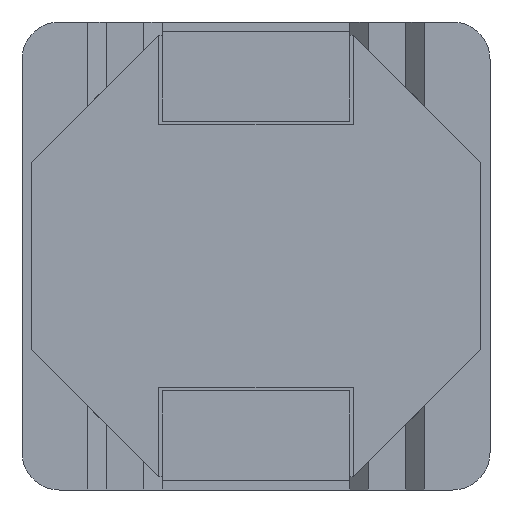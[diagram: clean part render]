
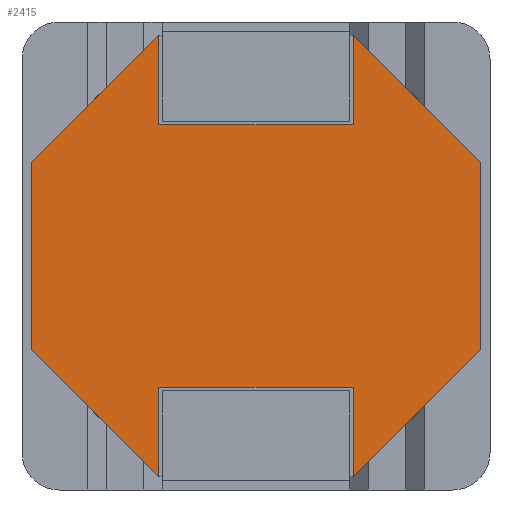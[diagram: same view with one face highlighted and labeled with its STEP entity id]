
A CAD part, front view. The second image highlights one B-rep face of the part: STEP entity #2415.
In plain terms, the highlighted planar face has unit normal (0, -1, 0).
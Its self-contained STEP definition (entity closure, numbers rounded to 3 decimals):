
#53 = CARTESIAN_POINT ( 'NONE',  ( 6., 0., 0. ) ) ;
#142 = CARTESIAN_POINT ( 'NONE',  ( -6., 0., -2.5 ) ) ;
#173 = EDGE_CURVE ( 'NONE', #2525, #2911, #306, .T. ) ;
#209 = EDGE_CURVE ( 'NONE', #1796, #546, #3718, .T. ) ;
#231 = ORIENTED_EDGE ( 'NONE', *, *, #1137, .F. ) ;
#262 = EDGE_CURVE ( 'NONE', #2834, #1954, #3746, .T. ) ;
#272 = CARTESIAN_POINT ( 'NONE',  ( -6., 0., 0. ) ) ;
#289 = ORIENTED_EDGE ( 'NONE', *, *, #3022, .F. ) ;
#301 = EDGE_CURVE ( 'NONE', #3553, #2525, #537, .T. ) ;
#306 = LINE ( 'NONE', #2148, #3389 ) ;
#419 = ORIENTED_EDGE ( 'NONE', *, *, #209, .F. ) ;
#537 = LINE ( 'NONE', #3707, #1625 ) ;
#546 = VERTEX_POINT ( 'NONE', #2753 ) ;
#579 = LINE ( 'NONE', #596, #2069 ) ;
#596 = CARTESIAN_POINT ( 'NONE',  ( -6., 0., 2.5 ) ) ;
#608 = CARTESIAN_POINT ( 'NONE',  ( -2.6, 0., -5.9 ) ) ;
#618 = DIRECTION ( 'NONE',  ( 0.707, 0., 0.707 ) ) ;
#626 = VERTEX_POINT ( 'NONE', #2589 ) ;
#630 = VECTOR ( 'NONE', #1288, 1000. ) ;
#651 = EDGE_CURVE ( 'NONE', #626, #3553, #3179, .T. ) ;
#671 = VERTEX_POINT ( 'NONE', #3900 ) ;
#719 = CARTESIAN_POINT ( 'NONE',  ( -2.6, 0., 0. ) ) ;
#884 = DIRECTION ( 'NONE',  ( -0.707, 0., -0.707 ) ) ;
#930 = VERTEX_POINT ( 'NONE', #2170 ) ;
#931 = ORIENTED_EDGE ( 'NONE', *, *, #2855, .F. ) ;
#1052 = CARTESIAN_POINT ( 'NONE',  ( 0., 0., 0. ) ) ;
#1108 = CARTESIAN_POINT ( 'NONE',  ( -2.6, 0., -5.9 ) ) ;
#1137 = EDGE_CURVE ( 'NONE', #671, #930, #2946, .T. ) ;
#1166 = VECTOR ( 'NONE', #1210, 1000. ) ;
#1210 = DIRECTION ( 'NONE',  ( 0., 0., 1. ) ) ;
#1230 = CARTESIAN_POINT ( 'NONE',  ( 2.6, 0., 0. ) ) ;
#1278 = DIRECTION ( 'NONE',  ( 0., 0., -1. ) ) ;
#1284 = VECTOR ( 'NONE', #3540, 1000. ) ;
#1288 = DIRECTION ( 'NONE',  ( 0., 0., -1. ) ) ;
#1368 = VECTOR ( 'NONE', #884, 1000. ) ;
#1397 = DIRECTION ( 'NONE',  ( -1., 0., 0. ) ) ;
#1513 = CARTESIAN_POINT ( 'NONE',  ( 6., 0., 2.5 ) ) ;
#1620 = ORIENTED_EDGE ( 'NONE', *, *, #1688, .F. ) ;
#1625 = VECTOR ( 'NONE', #2114, 1000. ) ;
#1628 = ORIENTED_EDGE ( 'NONE', *, *, #651, .F. ) ;
#1688 = EDGE_CURVE ( 'NONE', #2911, #1796, #2903, .T. ) ;
#1796 = VERTEX_POINT ( 'NONE', #3293 ) ;
#1903 = CARTESIAN_POINT ( 'NONE',  ( 2.6, 0., 3.5 ) ) ;
#1941 = DIRECTION ( 'NONE',  ( 1., 0., 0. ) ) ;
#1954 = VERTEX_POINT ( 'NONE', #3709 ) ;
#1992 = DIRECTION ( 'NONE',  ( -0.707, 0., 0.707 ) ) ;
#2069 = VECTOR ( 'NONE', #618, 1000. ) ;
#2114 = DIRECTION ( 'NONE',  ( 0., 0., 1. ) ) ;
#2118 = ORIENTED_EDGE ( 'NONE', *, *, #301, .F. ) ;
#2131 = VECTOR ( 'NONE', #2521, 1000. ) ;
#2148 = CARTESIAN_POINT ( 'NONE',  ( 2.6, 0., 5.9 ) ) ;
#2170 = CARTESIAN_POINT ( 'NONE',  ( -2.6, 0., -3.5 ) ) ;
#2299 = DIRECTION ( 'NONE',  ( 0., 0., 1. ) ) ;
#2391 = VECTOR ( 'NONE', #1992, 1000. ) ;
#2401 = CARTESIAN_POINT ( 'NONE',  ( 0., 0., -3.5 ) ) ;
#2415 = ADVANCED_FACE ( 'NONE', ( #2857 ), #3782, .F. ) ;
#2452 = DIRECTION ( 'NONE',  ( 0.707, 0., -0.707 ) ) ;
#2471 = VECTOR ( 'NONE', #1278, 1000. ) ;
#2484 = LINE ( 'NONE', #1230, #2131 ) ;
#2500 = LINE ( 'NONE', #4032, #630 ) ;
#2521 = DIRECTION ( 'NONE',  ( 0., 0., 1. ) ) ;
#2525 = VERTEX_POINT ( 'NONE', #2683 ) ;
#2571 = ORIENTED_EDGE ( 'NONE', *, *, #2954, .F. ) ;
#2589 = CARTESIAN_POINT ( 'NONE',  ( -2.6, 0., 3.5 ) ) ;
#2604 = VECTOR ( 'NONE', #1941, 1000. ) ;
#2657 = LINE ( 'NONE', #1108, #2391 ) ;
#2683 = CARTESIAN_POINT ( 'NONE',  ( 2.6, 0., 5.9 ) ) ;
#2753 = CARTESIAN_POINT ( 'NONE',  ( 2.6, 0., -5.9 ) ) ;
#2779 = EDGE_LOOP ( 'NONE', ( #2571, #419, #1620, #3847, #2118, #1628, #289, #3547, #3244, #931, #3927, #231 ) ) ;
#2834 = VERTEX_POINT ( 'NONE', #142 ) ;
#2842 = LINE ( 'NONE', #719, #2471 ) ;
#2855 = EDGE_CURVE ( 'NONE', #3722, #2834, #2657, .T. ) ;
#2857 = FACE_OUTER_BOUND ( 'NONE', #2779, .T. ) ;
#2903 = LINE ( 'NONE', #53, #1284 ) ;
#2911 = VERTEX_POINT ( 'NONE', #1513 ) ;
#2946 = LINE ( 'NONE', #2401, #2947 ) ;
#2947 = VECTOR ( 'NONE', #1397, 1000. ) ;
#2954 = EDGE_CURVE ( 'NONE', #546, #671, #2484, .T. ) ;
#2965 = EDGE_CURVE ( 'NONE', #1954, #3890, #579, .T. ) ;
#3022 = EDGE_CURVE ( 'NONE', #3890, #626, #2500, .T. ) ;
#3081 = CARTESIAN_POINT ( 'NONE',  ( 6., 0., -2.5 ) ) ;
#3179 = LINE ( 'NONE', #3592, #2604 ) ;
#3244 = ORIENTED_EDGE ( 'NONE', *, *, #262, .F. ) ;
#3293 = CARTESIAN_POINT ( 'NONE',  ( 6., 0., -2.5 ) ) ;
#3389 = VECTOR ( 'NONE', #2452, 1000. ) ;
#3447 = AXIS2_PLACEMENT_3D ( 'NONE', #1052, #3485, #2299 ) ;
#3467 = EDGE_CURVE ( 'NONE', #930, #3722, #2842, .T. ) ;
#3485 = DIRECTION ( 'NONE',  ( 0., 1., 0. ) ) ;
#3540 = DIRECTION ( 'NONE',  ( 0., 0., -1. ) ) ;
#3547 = ORIENTED_EDGE ( 'NONE', *, *, #2965, .F. ) ;
#3553 = VERTEX_POINT ( 'NONE', #1903 ) ;
#3592 = CARTESIAN_POINT ( 'NONE',  ( 0., 0., 3.5 ) ) ;
#3707 = CARTESIAN_POINT ( 'NONE',  ( 2.6, 0., 0. ) ) ;
#3709 = CARTESIAN_POINT ( 'NONE',  ( -6., 0., 2.5 ) ) ;
#3718 = LINE ( 'NONE', #3081, #1368 ) ;
#3722 = VERTEX_POINT ( 'NONE', #608 ) ;
#3746 = LINE ( 'NONE', #272, #1166 ) ;
#3782 = PLANE ( 'NONE',  #3447 ) ;
#3847 = ORIENTED_EDGE ( 'NONE', *, *, #173, .F. ) ;
#3890 = VERTEX_POINT ( 'NONE', #3909 ) ;
#3900 = CARTESIAN_POINT ( 'NONE',  ( 2.6, 0., -3.5 ) ) ;
#3909 = CARTESIAN_POINT ( 'NONE',  ( -2.6, 0., 5.9 ) ) ;
#3927 = ORIENTED_EDGE ( 'NONE', *, *, #3467, .F. ) ;
#4032 = CARTESIAN_POINT ( 'NONE',  ( -2.6, 0., 0. ) ) ;
